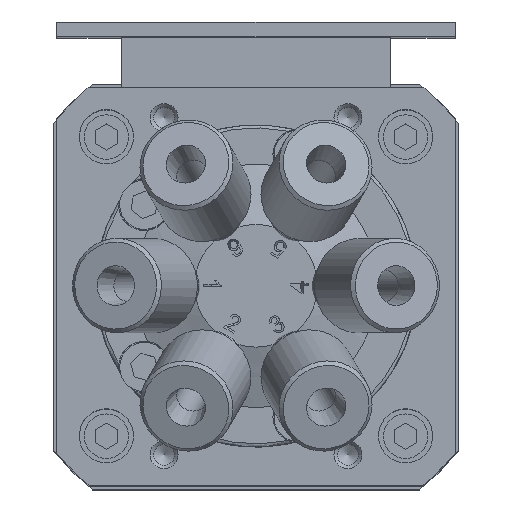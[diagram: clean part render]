
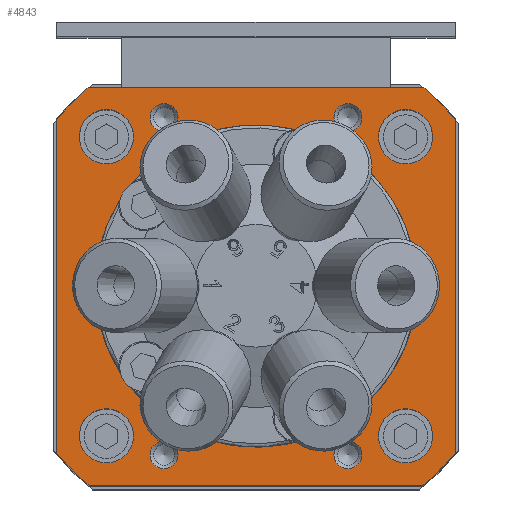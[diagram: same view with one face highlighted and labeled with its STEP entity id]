
A CAD part, top view. The second image highlights one B-rep face of the part: STEP entity #4843.
In plain terms, the highlighted planar face has unit normal (0, 0, 1).
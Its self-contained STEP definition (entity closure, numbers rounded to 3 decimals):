
#4164=CARTESIAN_POINT('',(31.93,3.492,40.375));
#4165=VERTEX_POINT('',#4164);
#4166=CARTESIAN_POINT('',(30.48,3.492,40.375));
#4167=DIRECTION('',(0.0,0.0,-1.0));
#4168=DIRECTION('',(1.0,0.0,0.0));
#4169=AXIS2_PLACEMENT_3D('',#4166,#4167,#4168);
#4170=CIRCLE('',#4169,1.45);
#4171=EDGE_CURVE('',#4165,#4165,#4170,.T.);
#4184=CARTESIAN_POINT('',(12.88,38.417,40.375));
#4185=VERTEX_POINT('',#4184);
#4186=CARTESIAN_POINT('',(11.43,38.417,40.375));
#4187=DIRECTION('',(0.0,0.0,-1.0));
#4188=DIRECTION('',(1.0,0.0,0.0));
#4189=AXIS2_PLACEMENT_3D('',#4186,#4187,#4188);
#4190=CIRCLE('',#4189,1.45);
#4191=EDGE_CURVE('',#4185,#4185,#4190,.T.);
#4212=CARTESIAN_POINT('',(31.93,38.417,40.375));
#4213=VERTEX_POINT('',#4212);
#4214=CARTESIAN_POINT('',(30.48,38.417,40.375));
#4215=DIRECTION('',(0.0,0.0,-1.0));
#4216=DIRECTION('',(1.0,0.0,0.0));
#4217=AXIS2_PLACEMENT_3D('',#4214,#4215,#4216);
#4218=CIRCLE('',#4217,1.45);
#4219=EDGE_CURVE('',#4213,#4213,#4218,.T.);
#4232=CARTESIAN_POINT('',(12.88,3.492,40.375));
#4233=VERTEX_POINT('',#4232);
#4234=CARTESIAN_POINT('',(11.43,3.492,40.375));
#4235=DIRECTION('',(0.0,0.0,-1.0));
#4236=DIRECTION('',(1.0,0.0,0.0));
#4237=AXIS2_PLACEMENT_3D('',#4234,#4235,#4236);
#4238=CIRCLE('',#4237,1.45);
#4239=EDGE_CURVE('',#4233,#4233,#4238,.T.);
#4252=CARTESIAN_POINT('',(39.256,5.461,40.375));
#4253=VERTEX_POINT('',#4252);
#4254=CARTESIAN_POINT('',(36.449,5.461,40.375));
#4255=DIRECTION('',(0.0,0.0,-1.0));
#4256=DIRECTION('',(1.0,0.0,0.0));
#4257=AXIS2_PLACEMENT_3D('',#4254,#4255,#4256);
#4258=CIRCLE('',#4257,2.807);
#4259=EDGE_CURVE('',#4253,#4253,#4258,.T.);
#4272=CARTESIAN_POINT('',(8.268,36.449,40.375));
#4273=VERTEX_POINT('',#4272);
#4274=CARTESIAN_POINT('',(5.461,36.449,40.375));
#4275=DIRECTION('',(0.0,0.0,-1.0));
#4276=DIRECTION('',(1.0,0.0,0.0));
#4277=AXIS2_PLACEMENT_3D('',#4274,#4275,#4276);
#4278=CIRCLE('',#4277,2.807);
#4279=EDGE_CURVE('',#4273,#4273,#4278,.T.);
#4292=CARTESIAN_POINT('',(39.256,36.449,40.375));
#4293=VERTEX_POINT('',#4292);
#4294=CARTESIAN_POINT('',(36.449,36.449,40.375));
#4295=DIRECTION('',(0.0,0.0,-1.0));
#4296=DIRECTION('',(1.0,0.0,0.0));
#4297=AXIS2_PLACEMENT_3D('',#4294,#4295,#4296);
#4298=CIRCLE('',#4297,2.807);
#4299=EDGE_CURVE('',#4293,#4293,#4298,.T.);
#4312=CARTESIAN_POINT('',(8.268,5.461,40.375));
#4313=VERTEX_POINT('',#4312);
#4314=CARTESIAN_POINT('',(5.461,5.461,40.375));
#4315=DIRECTION('',(0.0,0.0,-1.0));
#4316=DIRECTION('',(1.0,0.0,0.0));
#4317=AXIS2_PLACEMENT_3D('',#4314,#4315,#4316);
#4318=CIRCLE('',#4317,2.807);
#4319=EDGE_CURVE('',#4313,#4313,#4318,.T.);
#4329=CARTESIAN_POINT('',(37.63,20.955,40.375));
#4330=VERTEX_POINT('',#4329);
#4331=CARTESIAN_POINT('',(20.955,20.955,40.375));
#4332=DIRECTION('',(0.0,0.0,-1.0));
#4333=DIRECTION('',(-1.0,0.0,0.0));
#4334=AXIS2_PLACEMENT_3D('',#4331,#4332,#4333);
#4335=CIRCLE('',#4334,16.675);
#4336=EDGE_CURVE('',#4330,#4330,#4335,.T.);
#4394=CARTESIAN_POINT('',(41.593,38.246,40.375));
#4395=VERTEX_POINT('',#4394);
#4402=CARTESIAN_POINT('',(41.593,3.664,40.375));
#4403=VERTEX_POINT('',#4402);
#4404=CARTESIAN_POINT('',(41.593,38.246,40.375));
#4405=DIRECTION('',(0.0,-1.0,0.0));
#4406=VECTOR('',#4405,34.583);
#4407=LINE('',#4404,#4406);
#4408=EDGE_CURVE('',#4395,#4403,#4407,.T.);
#4446=CARTESIAN_POINT('',(38.246,0.317,40.375));
#4447=VERTEX_POINT('',#4446);
#4448=CARTESIAN_POINT('',(20.955,20.955,40.375));
#4449=DIRECTION('',(0.,0.,-1.0));
#4450=DIRECTION('',(-0.642,0.767,0.));
#4451=AXIS2_PLACEMENT_3D('',#4448,#4449,#4450);
#4452=CIRCLE('',#4451,26.924);
#4453=EDGE_CURVE('',#4403,#4447,#4452,.T.);
#4478=CARTESIAN_POINT('',(3.664,0.317,40.375));
#4479=VERTEX_POINT('',#4478);
#4480=CARTESIAN_POINT('',(38.246,0.317,40.375));
#4481=DIRECTION('',(-1.0,0.0,0.0));
#4482=VECTOR('',#4481,34.583);
#4483=LINE('',#4480,#4482);
#4484=EDGE_CURVE('',#4447,#4479,#4483,.T.);
#4542=CARTESIAN_POINT('',(0.318,3.664,40.375));
#4543=VERTEX_POINT('',#4542);
#4544=CARTESIAN_POINT('',(20.955,20.955,40.375));
#4545=DIRECTION('',(0.,0.,-1.0));
#4546=DIRECTION('',(0.767,0.642,0.));
#4547=AXIS2_PLACEMENT_3D('',#4544,#4545,#4546);
#4548=CIRCLE('',#4547,26.924);
#4549=EDGE_CURVE('',#4479,#4543,#4548,.T.);
#4574=CARTESIAN_POINT('',(0.318,38.246,40.375));
#4575=VERTEX_POINT('',#4574);
#4576=CARTESIAN_POINT('',(0.318,3.664,40.375));
#4577=DIRECTION('',(0.0,1.0,0.0));
#4578=VECTOR('',#4577,34.583);
#4579=LINE('',#4576,#4578);
#4580=EDGE_CURVE('',#4543,#4575,#4579,.T.);
#4637=CARTESIAN_POINT('',(38.246,41.592,40.375));
#4638=VERTEX_POINT('',#4637);
#4645=CARTESIAN_POINT('',(20.955,20.955,40.375));
#4646=DIRECTION('',(0.,0.,-1.0));
#4647=DIRECTION('',(-0.767,-0.642,0.));
#4648=AXIS2_PLACEMENT_3D('',#4645,#4646,#4647);
#4649=CIRCLE('',#4648,26.924);
#4650=EDGE_CURVE('',#4638,#4395,#4649,.T.);
#4671=CARTESIAN_POINT('',(3.664,41.592,40.375));
#4672=VERTEX_POINT('',#4671);
#4679=CARTESIAN_POINT('',(3.664,41.592,40.375));
#4680=DIRECTION('',(1.0,0.0,0.0));
#4681=VECTOR('',#4680,34.583);
#4682=LINE('',#4679,#4681);
#4683=EDGE_CURVE('',#4672,#4638,#4682,.T.);
#4790=CARTESIAN_POINT('',(20.955,20.955,40.375));
#4791=DIRECTION('',(0.,0.,-1.0));
#4792=DIRECTION('',(0.642,-0.767,0.));
#4793=AXIS2_PLACEMENT_3D('',#4790,#4791,#4792);
#4794=CIRCLE('',#4793,26.924);
#4795=EDGE_CURVE('',#4575,#4672,#4794,.T.);
#4801=CARTESIAN_POINT('',(20.955,20.955,40.375));
#4802=DIRECTION('',(0.0,0.0,1.0));
#4803=DIRECTION('',(1.0,0.0,0.0));
#4804=AXIS2_PLACEMENT_3D('',#4801,#4802,#4803);
#4805=PLANE('',#4804);
#4806=ORIENTED_EDGE('',*,*,#4683,.F.);
#4807=ORIENTED_EDGE('',*,*,#4795,.F.);
#4808=ORIENTED_EDGE('',*,*,#4580,.F.);
#4809=ORIENTED_EDGE('',*,*,#4549,.F.);
#4810=ORIENTED_EDGE('',*,*,#4484,.F.);
#4811=ORIENTED_EDGE('',*,*,#4453,.F.);
#4812=ORIENTED_EDGE('',*,*,#4408,.F.);
#4813=ORIENTED_EDGE('',*,*,#4650,.F.);
#4814=EDGE_LOOP('',(#4806,#4807,#4808,#4809,#4810,#4811,#4812,#4813));
#4815=FACE_OUTER_BOUND('',#4814,.T.);
#4816=ORIENTED_EDGE('',*,*,#4336,.T.);
#4817=EDGE_LOOP('',(#4816));
#4818=FACE_BOUND('',#4817,.T.);
#4819=ORIENTED_EDGE('',*,*,#4319,.T.);
#4820=EDGE_LOOP('',(#4819));
#4821=FACE_BOUND('',#4820,.T.);
#4822=ORIENTED_EDGE('',*,*,#4299,.T.);
#4823=EDGE_LOOP('',(#4822));
#4824=FACE_BOUND('',#4823,.T.);
#4825=ORIENTED_EDGE('',*,*,#4279,.T.);
#4826=EDGE_LOOP('',(#4825));
#4827=FACE_BOUND('',#4826,.T.);
#4828=ORIENTED_EDGE('',*,*,#4259,.T.);
#4829=EDGE_LOOP('',(#4828));
#4830=FACE_BOUND('',#4829,.T.);
#4831=ORIENTED_EDGE('',*,*,#4239,.T.);
#4832=EDGE_LOOP('',(#4831));
#4833=FACE_BOUND('',#4832,.T.);
#4834=ORIENTED_EDGE('',*,*,#4219,.T.);
#4835=EDGE_LOOP('',(#4834));
#4836=FACE_BOUND('',#4835,.T.);
#4837=ORIENTED_EDGE('',*,*,#4191,.T.);
#4838=EDGE_LOOP('',(#4837));
#4839=FACE_BOUND('',#4838,.T.);
#4840=ORIENTED_EDGE('',*,*,#4171,.T.);
#4841=EDGE_LOOP('',(#4840));
#4842=FACE_BOUND('',#4841,.T.);
#4843=ADVANCED_FACE('',(#4815,#4818,#4821,#4824,#4827,#4830,#4833,#4836,#4839,#4842),#4805,.T.);
